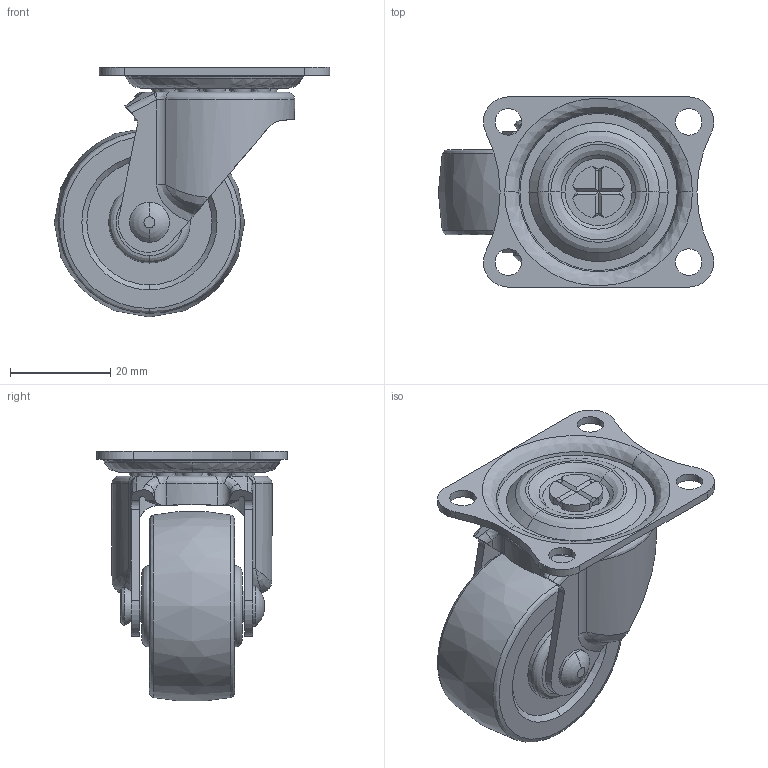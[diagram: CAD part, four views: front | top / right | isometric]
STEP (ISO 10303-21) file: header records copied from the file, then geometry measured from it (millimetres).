
FILE_DESCRIPTION( (''), '2;1');
FILE_NAME ('PC002.7988.TCA_420G_U38_26556.stp','2025-08-07T20:31:14',(''),(''),'spGate 19.8.4 (****-****-****-****)','','');
FILE_SCHEMA (('AUTOMOTIVE_DESIGN'));
Length unit declared in the file: millimetre
Products named in the file (6): Assembly; body; wheel; mounting plate; main shaft; axle
Assembly tree (5 placements, depth 2):
  Assembly
    body
    wheel
    mounting plate
    main shaft
    axle
Bounding box: 55 x 38 x 49.91 mm (x, y, z)
Volume: 25811.3 mm3; surface area: 14971.1 mm2
Topology: 5 solids, 5 shells, 248 faces, 644 edges, 384 vertices
Faces by surface type: bspline 84, cylinder 72, plane 66, sphere 26
Entity records: 14207 total; most frequent: CARTESIAN_POINT 4184, ORIENTED_EDGE 1192, DIRECTION 899, COLOUR_RGB 849, PRESENTATION_STYLE_ASSIGNMENT 849, STYLED_ITEM 849, EDGE_CURVE 596, DRAUGHTING_PRE_DEFINED_CURVE_FONT 596
